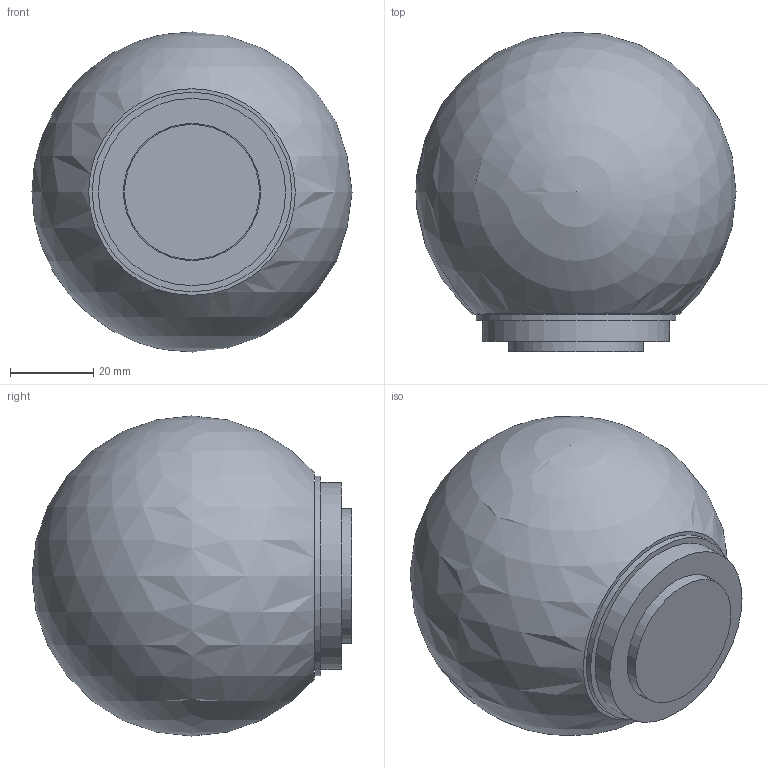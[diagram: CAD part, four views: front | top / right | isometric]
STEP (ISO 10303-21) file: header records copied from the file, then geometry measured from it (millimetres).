
FILE_DESCRIPTION(/* description */ (''),/* implementation_level */ '2;1');
FILE_NAME(/* name */ 'SceneCube v1.stp',/* time_stamp */ '2022-09-22T11:54:22+02:00',/* author */ (''),/* organization */ (''),/* preprocessor_version */ 'ST-DEVELOPER v19',/* originating_system */ 'Autodesk Translation Framework v11.7.0.108',/* authorisation */ '');
FILE_SCHEMA (('AUTOMOTIVE_DESIGN { 1 0 10303 214 3 1 1 }'));
Length unit declared in the file: millimetre
Products named in the file (8): SceneCube; Push Button Lid; Push Button Enclosure; Push Button; Sphere; Node Box; Node Box Lid; LED Mount
Assembly tree (7 placements, depth 2):
  SceneCube
    Push Button Lid
    Push Button Enclosure
    Push Button
    Sphere
    Node Box
    Node Box Lid
    LED Mount
Bounding box: 77 x 76.93 x 77 mm (x, y, z)
Volume: 48969.3 mm3; surface area: 54389.2 mm2
Topology: 7 solids, 7 shells, 97 faces, 222 edges, 148 vertices
Faces by surface type: plane 69, cylinder 26, sphere 2
Full cylindrical faces by diameter (mm): 4.4 x2, 8 x1, 32.5 x1, 33 x2, 34 x1, 36 x1, 39 x3, 42 x1, 44 x1, 45 x2, 46 x1, 48 x2
Entity records: 2992 total; most frequent: DIRECTION 498, CARTESIAN_POINT 478, ORIENTED_EDGE 436, EDGE_CURVE 218, AXIS2_PLACEMENT_3D 168, LINE 162, VECTOR 162, VERTEX_POINT 148
